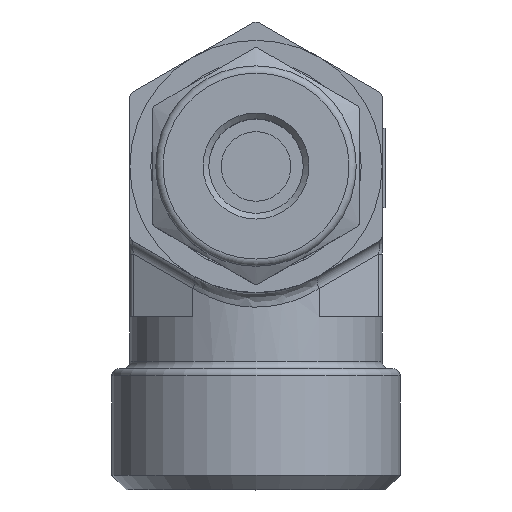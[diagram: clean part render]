
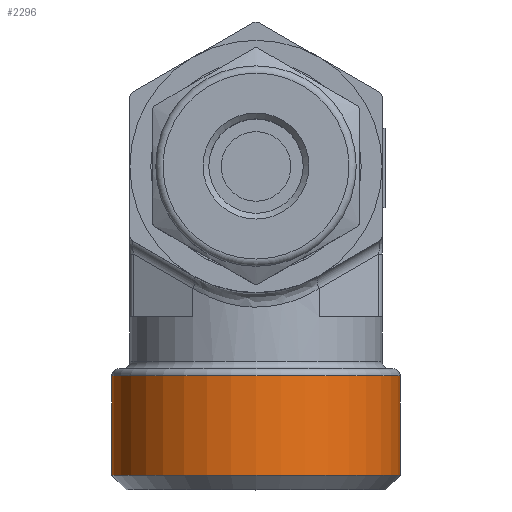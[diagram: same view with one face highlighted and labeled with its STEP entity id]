
A CAD part, top view. The second image highlights one B-rep face of the part: STEP entity #2296.
In plain terms, the highlighted cylindrical face has radius 10 mm (diameter 20 mm), a full revolution.
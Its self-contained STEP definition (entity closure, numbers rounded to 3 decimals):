
#88=CYLINDRICAL_SURFACE('',#2570,10.);
#213=CIRCLE('',#2568,10.);
#215=CIRCLE('',#2571,10.);
#363=FACE_OUTER_BOUND('',#525,.T.);
#525=EDGE_LOOP('',(#1843,#1844,#1845,#1846));
#664=LINE('',#3908,#818);
#818=VECTOR('',#3138,10.);
#1054=VERTEX_POINT('',#3902);
#1055=VERTEX_POINT('',#3906);
#1329=EDGE_CURVE('',#1054,#1054,#213,.T.);
#1331=EDGE_CURVE('',#1055,#1055,#215,.T.);
#1332=EDGE_CURVE('',#1055,#1054,#664,.T.);
#1843=ORIENTED_EDGE('',*,*,#1331,.F.);
#1844=ORIENTED_EDGE('',*,*,#1332,.T.);
#1845=ORIENTED_EDGE('',*,*,#1329,.T.);
#1846=ORIENTED_EDGE('',*,*,#1332,.F.);
#2296=ADVANCED_FACE('',(#363),#88,.T.);
#2568=AXIS2_PLACEMENT_3D('',#3903,#3130,#3131);
#2570=AXIS2_PLACEMENT_3D('',#3905,#3134,#3135);
#2571=AXIS2_PLACEMENT_3D('',#3907,#3136,#3137);
#3130=DIRECTION('center_axis',(0.,-1.,0.));
#3131=DIRECTION('ref_axis',(1.,0.,0.));
#3134=DIRECTION('center_axis',(0.,-1.,0.));
#3135=DIRECTION('ref_axis',(0.,0.,-1.));
#3136=DIRECTION('center_axis',(0.,-1.,0.));
#3137=DIRECTION('ref_axis',(1.,0.,0.));
#3138=DIRECTION('',(0.,1.,0.));
#3902=CARTESIAN_POINT('',(0.,-14.5,10.));
#3903=CARTESIAN_POINT('Origin',(0.,-14.5,0.));
#3905=CARTESIAN_POINT('Origin',(0.,-17.95,0.));
#3906=CARTESIAN_POINT('',(0.,-21.4,10.));
#3907=CARTESIAN_POINT('Origin',(0.,-21.4,0.));
#3908=CARTESIAN_POINT('',(0.,-17.95,10.));
